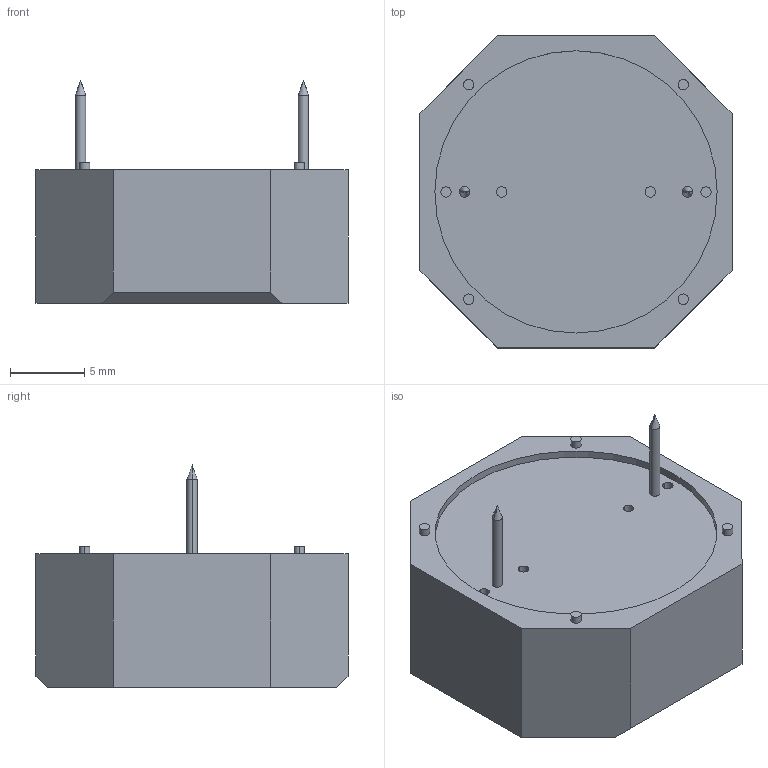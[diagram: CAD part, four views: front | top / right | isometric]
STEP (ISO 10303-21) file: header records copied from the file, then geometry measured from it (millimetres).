
FILE_DESCRIPTION(('FreeCAD Model'),'2;1');
FILE_NAME('SMA_21_P15.step','2016-12-29T12:44:11',('Author'),(''), 'Open CASCADE STEP processor 6.8','FreeCAD','Unknown');
FILE_SCHEMA(('AUTOMOTIVE_DESIGN_CC2 { 1 2 10303 214 -1 1 5 4 }'));
Length unit declared in the file: millimetre
Products named in the file (5): ASSEMBLY; Sonitron-SMA(T)-21_P15_behuizing_SMA22; Sonitron-SMA(T)-21_P15_Membraam1; Sonitron-SMA(T)-21_P15_Pin002; Sonitron-SMA(T)-21_P15_Print1
Assembly tree (5 placements, depth 2):
  ASSEMBLY
    Sonitron-SMA(T)-21_P15_behuizing_SMA22
    Sonitron-SMA(T)-21_P15_Membraam1
    Sonitron-SMA(T)-21_P15_Pin002  x2
    Sonitron-SMA(T)-21_P15_Print1
Bounding box: 21 x 21 x 15.01 mm (x, y, z)
Volume: 1766.9 mm3; surface area: 3171.4 mm2
Topology: 5 solids, 5 shells, 534 faces, 1400 edges, 930 vertices
Faces by surface type: plane 341, bspline 144, cylinder 45, cone 4
Entity records: 55512 total; most frequent: CARTESIAN_POINT 26690, DIRECTION 3657, ORIENTED_EDGE 2776, PCURVE 2776, DEFINITIONAL_REPRESENTATION 2776, LINE 2664, VECTOR 2664, EDGE_CURVE 1388
